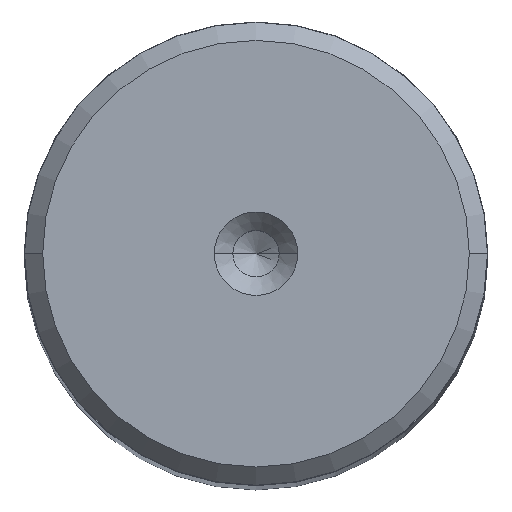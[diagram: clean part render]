
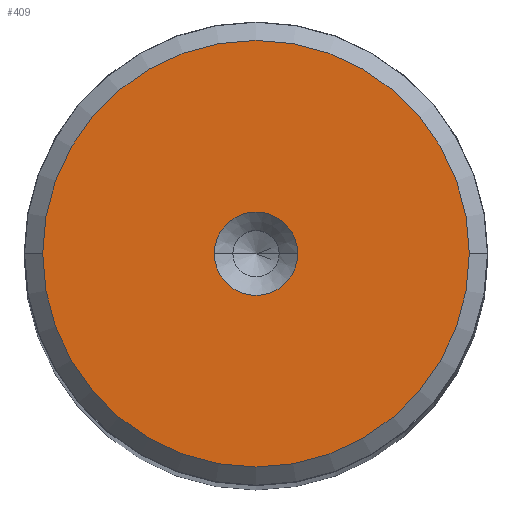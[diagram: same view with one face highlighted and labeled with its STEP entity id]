
A CAD part, top view. The second image highlights one B-rep face of the part: STEP entity #409.
In plain terms, the highlighted planar face has unit normal (0, 0, 1).
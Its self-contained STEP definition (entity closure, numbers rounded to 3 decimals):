
#1 = EDGE_LOOP ( 'NONE', ( #644, #940 ) ) ;
#107 = DIRECTION ( 'NONE',  ( 0., 0., 1. ) ) ;
#132 = CIRCLE ( 'NONE', #1305, 2.25 ) ;
#210 = AXIS2_PLACEMENT_3D ( 'NONE', #1736, #490, #2557 ) ;
#292 = CARTESIAN_POINT ( 'NONE',  ( 0., 0., 140. ) ) ;
#308 = DIRECTION ( 'NONE',  ( 0., 0., 1. ) ) ;
#351 = AXIS2_PLACEMENT_3D ( 'NONE', #1994, #308, #1983 ) ;
#389 = VERTEX_POINT ( 'NONE', #2380 ) ;
#390 = CIRCLE ( 'NONE', #556, 2.25 ) ;
#395 = VERTEX_POINT ( 'NONE', #1980 ) ;
#397 = EDGE_CURVE ( 'NONE', #2548, #389, #132, .T. ) ;
#409 = ADVANCED_FACE ( 'NONE', ( #1171, #674 ), #2564, .T. ) ;
#490 = DIRECTION ( 'NONE',  ( 0., 0., 1. ) ) ;
#556 = AXIS2_PLACEMENT_3D ( 'NONE', #292, #2362, #2355 ) ;
#619 = CIRCLE ( 'NONE', #351, 11.509 ) ;
#628 = EDGE_CURVE ( 'NONE', #389, #2548, #390, .T. ) ;
#644 = ORIENTED_EDGE ( 'NONE', *, *, #628, .F. ) ;
#674 = FACE_OUTER_BOUND ( 'NONE', #2066, .T. ) ;
#691 = CARTESIAN_POINT ( 'NONE',  ( 0., 0., 140. ) ) ;
#732 = CARTESIAN_POINT ( 'NONE',  ( 0., 0., 140. ) ) ;
#849 = VERTEX_POINT ( 'NONE', #1369 ) ;
#869 = EDGE_CURVE ( 'NONE', #849, #395, #2574, .T. ) ;
#940 = ORIENTED_EDGE ( 'NONE', *, *, #397, .F. ) ;
#1106 = DIRECTION ( 'NONE',  ( 1., 0., 0. ) ) ;
#1171 = FACE_BOUND ( 'NONE', #1, .T. ) ;
#1305 = AXIS2_PLACEMENT_3D ( 'NONE', #691, #107, #1106 ) ;
#1343 = EDGE_CURVE ( 'NONE', #395, #849, #619, .T. ) ;
#1369 = CARTESIAN_POINT ( 'NONE',  ( 11.509, 0., 140. ) ) ;
#1543 = ORIENTED_EDGE ( 'NONE', *, *, #1343, .T. ) ;
#1736 = CARTESIAN_POINT ( 'NONE',  ( 0., 0., 140. ) ) ;
#1980 = CARTESIAN_POINT ( 'NONE',  ( -11.509, 0., 140. ) ) ;
#1983 = DIRECTION ( 'NONE',  ( 1., 0., 0. ) ) ;
#1994 = CARTESIAN_POINT ( 'NONE',  ( 0., 0., 140. ) ) ;
#2048 = CARTESIAN_POINT ( 'NONE',  ( -2.25, 0., 140. ) ) ;
#2066 = EDGE_LOOP ( 'NONE', ( #1543, #2505 ) ) ;
#2200 = DIRECTION ( 'NONE',  ( 1., 0., 0. ) ) ;
#2283 = AXIS2_PLACEMENT_3D ( 'NONE', #732, #2408, #2200 ) ;
#2355 = DIRECTION ( 'NONE',  ( 1., 0., 0. ) ) ;
#2362 = DIRECTION ( 'NONE',  ( 0., 0., 1. ) ) ;
#2380 = CARTESIAN_POINT ( 'NONE',  ( 2.25, 0., 140. ) ) ;
#2408 = DIRECTION ( 'NONE',  ( 0., 0., 1. ) ) ;
#2505 = ORIENTED_EDGE ( 'NONE', *, *, #869, .T. ) ;
#2548 = VERTEX_POINT ( 'NONE', #2048 ) ;
#2557 = DIRECTION ( 'NONE',  ( 1., 0., 0. ) ) ;
#2564 = PLANE ( 'NONE',  #210 ) ;
#2574 = CIRCLE ( 'NONE', #2283, 11.509 ) ;
